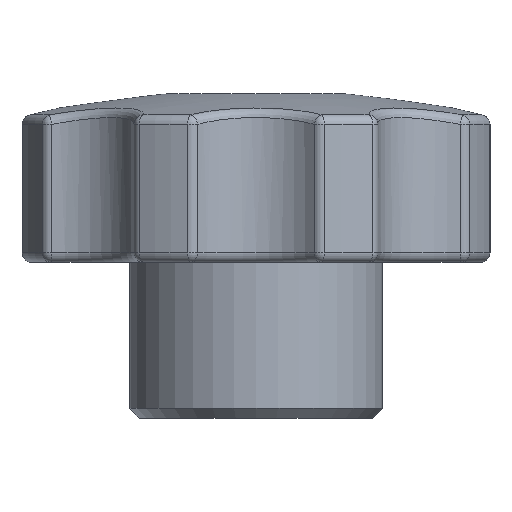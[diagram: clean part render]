
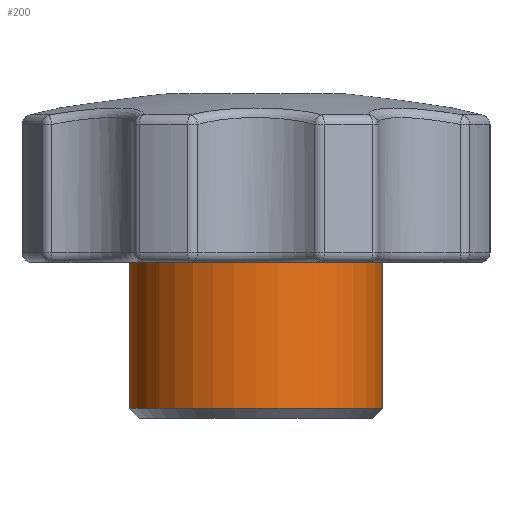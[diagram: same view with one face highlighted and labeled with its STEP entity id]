
A CAD part, front view. The second image highlights one B-rep face of the part: STEP entity #200.
In plain terms, the highlighted cylindrical face has radius 6.5 mm (diameter 13 mm), a full revolution.
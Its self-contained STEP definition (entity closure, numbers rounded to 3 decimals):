
#200 = ADVANCED_FACE( '', ( #477, #478 ), #479, .T. );
#477 = FACE_OUTER_BOUND( '', #836, .T. );
#478 = FACE_OUTER_BOUND( '', #837, .T. );
#479 = CYLINDRICAL_SURFACE( '', #838, 6.5 );
#836 = EDGE_LOOP( '', ( #2778 ) );
#837 = EDGE_LOOP( '', ( #2779 ) );
#838 = AXIS2_PLACEMENT_3D( '', #2780, #2781, #2782 );
#2778 = ORIENTED_EDGE( '', *, *, #3501, .T. );
#2779 = ORIENTED_EDGE( '', *, *, #3405, .F. );
#2780 = CARTESIAN_POINT( '', ( 0., 0., 57.15 ) );
#2781 = DIRECTION( '', ( 0., 0., -1. ) );
#2782 = DIRECTION( '', ( 1., 0., 0. ) );
#3405 = EDGE_CURVE( '', #3747, #3747, #3748, .T. );
#3501 = EDGE_CURVE( '', #3896, #3896, #3897, .T. );
#3747 = VERTEX_POINT( '', #4179 );
#3748 = CIRCLE( '', #4180, 6.5 );
#3896 = VERTEX_POINT( '', #4485 );
#3897 = CIRCLE( '', #4486, 6.5 );
#4179 = CARTESIAN_POINT( '', ( 6.5, 0., 8. ) );
#4180 = AXIS2_PLACEMENT_3D( '', #5468, #5469, #5470 );
#4485 = CARTESIAN_POINT( '', ( 6.5, 0., 0.5 ) );
#4486 = AXIS2_PLACEMENT_3D( '', #5652, #5653, #5654 );
#5468 = CARTESIAN_POINT( '', ( 0., 0., 8. ) );
#5469 = DIRECTION( '', ( 0., 0., 1. ) );
#5470 = DIRECTION( '', ( 1., 0., 0. ) );
#5652 = CARTESIAN_POINT( '', ( 0., 0., 0.5 ) );
#5653 = DIRECTION( '', ( 0., 0., 1. ) );
#5654 = DIRECTION( '', ( 1., 0., 0. ) );
